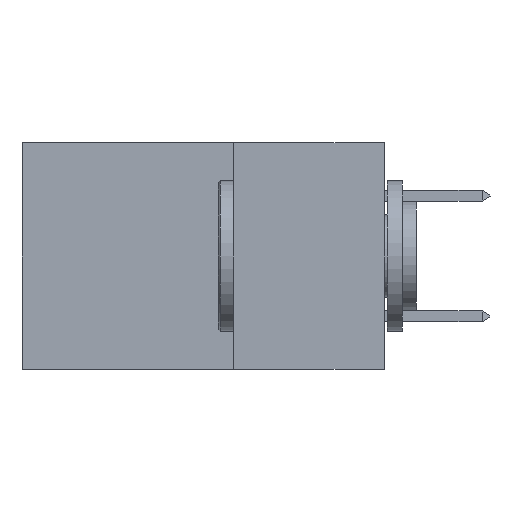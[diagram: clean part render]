
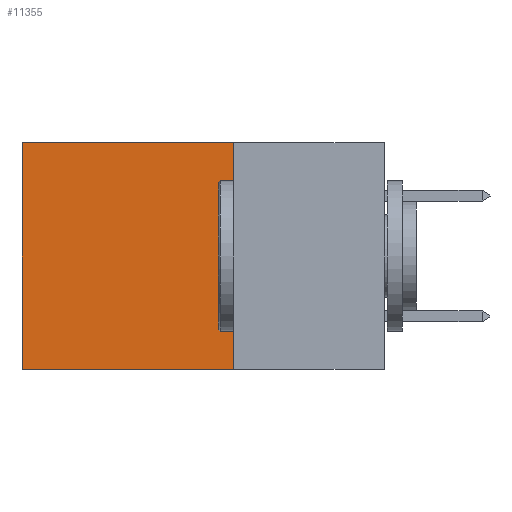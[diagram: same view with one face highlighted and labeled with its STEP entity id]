
A CAD part, left-side view. The second image highlights one B-rep face of the part: STEP entity #11355.
In plain terms, the highlighted planar face has unit normal (-1, 0, 0).
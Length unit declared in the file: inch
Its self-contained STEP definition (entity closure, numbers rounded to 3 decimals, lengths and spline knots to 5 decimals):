
#568 = VECTOR ( 'NONE', #8311, 39.37008 ) ;
#1988 = ORIENTED_EDGE ( 'NONE', *, *, #11534, .T. ) ;
#2139 = CARTESIAN_POINT ( 'NONE',  ( 0.2875, 0.25, 0. ) ) ;
#2248 = CARTESIAN_POINT ( 'NONE',  ( 0.2875, 0.6, -0.375 ) ) ;
#3598 = ORIENTED_EDGE ( 'NONE', *, *, #9113, .T. ) ;
#4035 = DIRECTION ( 'NONE',  ( 1., 0., 0. ) ) ;
#4148 = CARTESIAN_POINT ( 'NONE',  ( 0.2875, 0.6, -0.375 ) ) ;
#4361 = LINE ( 'NONE', #4148, #12978 ) ;
#4857 = CARTESIAN_POINT ( 'NONE',  ( 0.2875, 0.25, -0.375 ) ) ;
#4881 = CARTESIAN_POINT ( 'NONE',  ( 0.2875, 0.25, -0.375 ) ) ;
#4966 = CARTESIAN_POINT ( 'NONE',  ( 0.2875, 0.25, -0.375 ) ) ;
#5551 = VECTOR ( 'NONE', #6601, 39.37008 ) ;
#5830 = LINE ( 'NONE', #4881, #9479 ) ;
#6135 = ORIENTED_EDGE ( 'NONE', *, *, #8220, .F. ) ;
#6601 = DIRECTION ( 'NONE',  ( 0., 1., 0. ) ) ;
#7073 = ORIENTED_EDGE ( 'NONE', *, *, #13671, .F. ) ;
#7473 = FACE_OUTER_BOUND ( 'NONE', #12632, .T. ) ;
#7612 = CARTESIAN_POINT ( 'NONE',  ( 0.2875, 0.25, 0. ) ) ;
#8220 = EDGE_CURVE ( 'NONE', #14241, #12526, #10512, .T. ) ;
#8311 = DIRECTION ( 'NONE',  ( 0., 1., 0. ) ) ;
#9072 = LINE ( 'NONE', #2139, #5551 ) ;
#9113 = EDGE_CURVE ( 'NONE', #11762, #12526, #4361, .T. ) ;
#9479 = VECTOR ( 'NONE', #9601, 39.37008 ) ;
#9601 = DIRECTION ( 'NONE',  ( 0., 0., -1. ) ) ;
#9648 = PLANE ( 'NONE',  #9967 ) ;
#9858 = DIRECTION ( 'NONE',  ( 0., 0., -1. ) ) ;
#9967 = AXIS2_PLACEMENT_3D ( 'NONE', #11758, #4035, #9858 ) ;
#10512 = LINE ( 'NONE', #4966, #568 ) ;
#11355 = ADVANCED_FACE ( 'NONE', ( #7473 ), #9648, .F. ) ;
#11534 = EDGE_CURVE ( 'NONE', #13115, #11762, #9072, .T. ) ;
#11758 = CARTESIAN_POINT ( 'NONE',  ( 0.2875, 0.25, -0.375 ) ) ;
#11762 = VERTEX_POINT ( 'NONE', #14023 ) ;
#12526 = VERTEX_POINT ( 'NONE', #2248 ) ;
#12632 = EDGE_LOOP ( 'NONE', ( #3598, #6135, #7073, #1988 ) ) ;
#12978 = VECTOR ( 'NONE', #13116, 39.37008 ) ;
#13115 = VERTEX_POINT ( 'NONE', #7612 ) ;
#13116 = DIRECTION ( 'NONE',  ( 0., 0., -1. ) ) ;
#13671 = EDGE_CURVE ( 'NONE', #13115, #14241, #5830, .T. ) ;
#14023 = CARTESIAN_POINT ( 'NONE',  ( 0.2875, 0.6, 0. ) ) ;
#14241 = VERTEX_POINT ( 'NONE', #4857 ) ;
